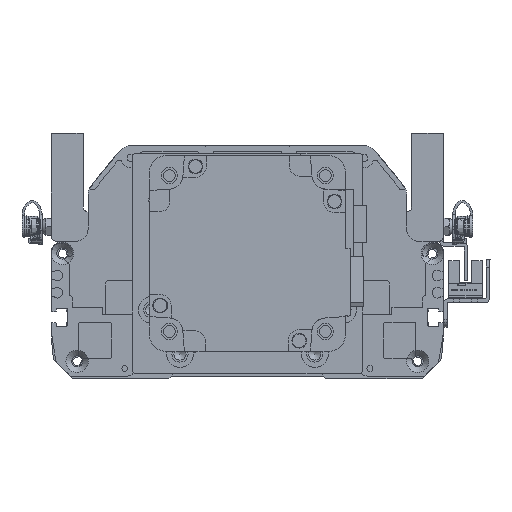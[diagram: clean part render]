
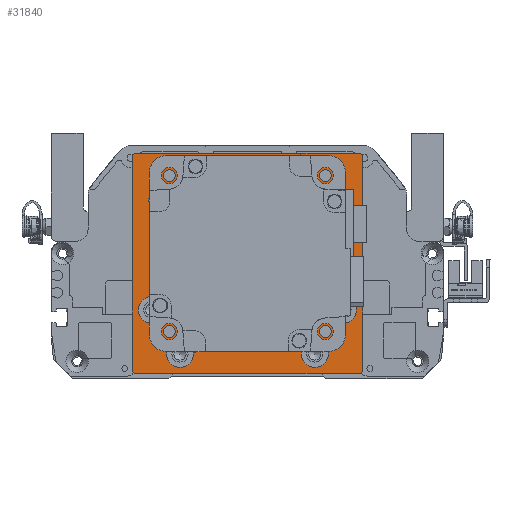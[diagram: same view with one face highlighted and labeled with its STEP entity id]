
A CAD part, front view. The second image highlights one B-rep face of the part: STEP entity #31840.
In plain terms, the highlighted face is planar.
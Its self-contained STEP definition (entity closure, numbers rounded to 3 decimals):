
#2022=FACE_BOUND('',#6918,.T.);
#2023=FACE_BOUND('',#6919,.T.);
#2024=FACE_BOUND('',#6920,.T.);
#2025=FACE_BOUND('',#6921,.T.);
#2026=FACE_BOUND('',#6922,.T.);
#2027=FACE_BOUND('',#6923,.T.);
#2028=FACE_BOUND('',#6924,.T.);
#2029=FACE_BOUND('',#6925,.T.);
#2030=FACE_BOUND('',#6926,.T.);
#2675=PLANE('',#35325);
#4967=FACE_OUTER_BOUND('',#6917,.T.);
#6917=EDGE_LOOP('',(#29075,#29076,#29077,#29078,#29079,#29080,#29081,#29082));
#6918=EDGE_LOOP('',(#29083));
#6919=EDGE_LOOP('',(#29084));
#6920=EDGE_LOOP('',(#29085));
#6921=EDGE_LOOP('',(#29086));
#6922=EDGE_LOOP('',(#29087));
#6923=EDGE_LOOP('',(#29088));
#6924=EDGE_LOOP('',(#29089));
#6925=EDGE_LOOP('',(#29090));
#6926=EDGE_LOOP('',(#29091));
#9349=LINE('',#56632,#11804);
#9351=LINE('',#56636,#11806);
#9354=LINE('',#56642,#11809);
#9355=LINE('',#56644,#11810);
#9356=LINE('',#56646,#11811);
#9357=LINE('',#56648,#11812);
#9358=LINE('',#56650,#11813);
#9359=LINE('',#56651,#11814);
#11804=VECTOR('',#43550,10.);
#11806=VECTOR('',#43554,10.);
#11809=VECTOR('',#43559,10.);
#11810=VECTOR('',#43560,10.);
#11811=VECTOR('',#43561,10.);
#11812=VECTOR('',#43562,10.);
#11813=VECTOR('',#43563,10.);
#11814=VECTOR('',#43564,10.);
#13444=CIRCLE('',#35326,35.);
#13445=CIRCLE('',#35327,2.459);
#13446=CIRCLE('',#35328,2.459);
#13447=CIRCLE('',#35329,2.459);
#13448=CIRCLE('',#35330,2.459);
#13449=CIRCLE('',#35331,5.5);
#13450=CIRCLE('',#35332,5.5);
#13451=CIRCLE('',#35333,5.5);
#13452=CIRCLE('',#35334,5.5);
#16276=VERTEX_POINT('',#56629);
#16277=VERTEX_POINT('',#56631);
#16278=VERTEX_POINT('',#56635);
#16280=VERTEX_POINT('',#56641);
#16281=VERTEX_POINT('',#56643);
#16282=VERTEX_POINT('',#56645);
#16283=VERTEX_POINT('',#56647);
#16284=VERTEX_POINT('',#56649);
#16285=VERTEX_POINT('',#56652);
#16286=VERTEX_POINT('',#56654);
#16287=VERTEX_POINT('',#56656);
#16288=VERTEX_POINT('',#56658);
#16289=VERTEX_POINT('',#56660);
#16290=VERTEX_POINT('',#56662);
#16291=VERTEX_POINT('',#56664);
#16292=VERTEX_POINT('',#56666);
#16293=VERTEX_POINT('',#56668);
#20606=EDGE_CURVE('',#16276,#16277,#9349,.T.);
#20608=EDGE_CURVE('',#16278,#16277,#9351,.T.);
#20611=EDGE_CURVE('',#16276,#16280,#9354,.T.);
#20612=EDGE_CURVE('',#16281,#16280,#9355,.T.);
#20613=EDGE_CURVE('',#16281,#16282,#9356,.T.);
#20614=EDGE_CURVE('',#16283,#16282,#9357,.T.);
#20615=EDGE_CURVE('',#16283,#16284,#9358,.T.);
#20616=EDGE_CURVE('',#16278,#16284,#9359,.T.);
#20617=EDGE_CURVE('',#16285,#16285,#13444,.T.);
#20618=EDGE_CURVE('',#16286,#16286,#13445,.T.);
#20619=EDGE_CURVE('',#16287,#16287,#13446,.T.);
#20620=EDGE_CURVE('',#16288,#16288,#13447,.T.);
#20621=EDGE_CURVE('',#16289,#16289,#13448,.T.);
#20622=EDGE_CURVE('',#16290,#16290,#13449,.T.);
#20623=EDGE_CURVE('',#16291,#16291,#13450,.T.);
#20624=EDGE_CURVE('',#16292,#16292,#13451,.T.);
#20625=EDGE_CURVE('',#16293,#16293,#13452,.T.);
#29075=ORIENTED_EDGE('',*,*,#20606,.F.);
#29076=ORIENTED_EDGE('',*,*,#20611,.T.);
#29077=ORIENTED_EDGE('',*,*,#20612,.F.);
#29078=ORIENTED_EDGE('',*,*,#20613,.T.);
#29079=ORIENTED_EDGE('',*,*,#20614,.F.);
#29080=ORIENTED_EDGE('',*,*,#20615,.T.);
#29081=ORIENTED_EDGE('',*,*,#20616,.F.);
#29082=ORIENTED_EDGE('',*,*,#20608,.T.);
#29083=ORIENTED_EDGE('',*,*,#20617,.T.);
#29084=ORIENTED_EDGE('',*,*,#20618,.T.);
#29085=ORIENTED_EDGE('',*,*,#20619,.T.);
#29086=ORIENTED_EDGE('',*,*,#20620,.T.);
#29087=ORIENTED_EDGE('',*,*,#20621,.T.);
#29088=ORIENTED_EDGE('',*,*,#20622,.T.);
#29089=ORIENTED_EDGE('',*,*,#20623,.T.);
#29090=ORIENTED_EDGE('',*,*,#20624,.T.);
#29091=ORIENTED_EDGE('',*,*,#20625,.T.);
#31840=ADVANCED_FACE('',(#4967,#2022,#2023,#2024,#2025,#2026,#2027,#2028,
#2029,#2030),#2675,.T.);
#35325=AXIS2_PLACEMENT_3D('',#56640,#43557,#43558);
#35326=AXIS2_PLACEMENT_3D('',#56653,#43565,#43566);
#35327=AXIS2_PLACEMENT_3D('',#56655,#43567,#43568);
#35328=AXIS2_PLACEMENT_3D('',#56657,#43569,#43570);
#35329=AXIS2_PLACEMENT_3D('',#56659,#43571,#43572);
#35330=AXIS2_PLACEMENT_3D('',#56661,#43573,#43574);
#35331=AXIS2_PLACEMENT_3D('',#56663,#43575,#43576);
#35332=AXIS2_PLACEMENT_3D('',#56665,#43577,#43578);
#35333=AXIS2_PLACEMENT_3D('',#56667,#43579,#43580);
#35334=AXIS2_PLACEMENT_3D('',#56669,#43581,#43582);
#43550=DIRECTION('',(0.707,0.707,0.));
#43554=DIRECTION('',(-1.,0.,0.));
#43557=DIRECTION('center_axis',(0.,0.,1.));
#43558=DIRECTION('ref_axis',(1.,0.,0.));
#43559=DIRECTION('',(0.,-1.,0.));
#43560=DIRECTION('',(-0.707,0.707,0.));
#43561=DIRECTION('',(1.,0.,0.));
#43562=DIRECTION('',(-0.707,-0.707,0.));
#43563=DIRECTION('',(0.,1.,0.));
#43564=DIRECTION('',(0.707,-0.707,0.));
#43565=DIRECTION('center_axis',(0.,0.,-1.));
#43566=DIRECTION('ref_axis',(1.,0.,0.));
#43567=DIRECTION('center_axis',(0.,0.,-1.));
#43568=DIRECTION('ref_axis',(1.,0.,0.));
#43569=DIRECTION('center_axis',(0.,0.,-1.));
#43570=DIRECTION('ref_axis',(1.,0.,0.));
#43571=DIRECTION('center_axis',(0.,0.,-1.));
#43572=DIRECTION('ref_axis',(1.,0.,0.));
#43573=DIRECTION('center_axis',(0.,0.,-1.));
#43574=DIRECTION('ref_axis',(1.,0.,0.));
#43575=DIRECTION('center_axis',(0.,0.,-1.));
#43576=DIRECTION('ref_axis',(1.,0.,0.));
#43577=DIRECTION('center_axis',(0.,0.,-1.));
#43578=DIRECTION('ref_axis',(1.,0.,0.));
#43579=DIRECTION('center_axis',(0.,0.,-1.));
#43580=DIRECTION('ref_axis',(1.,0.,0.));
#43581=DIRECTION('center_axis',(0.,0.,-1.));
#43582=DIRECTION('ref_axis',(1.,0.,0.));
#56629=CARTESIAN_POINT('',(-47.,44.5,76.));
#56631=CARTESIAN_POINT('',(-46.,45.5,76.));
#56632=CARTESIAN_POINT('',(-46.125,45.375,76.));
#56635=CARTESIAN_POINT('',(46.,45.5,76.));
#56636=CARTESIAN_POINT('',(47.,45.5,76.));
#56640=CARTESIAN_POINT('Origin',(0.,0.,
76.));
#56641=CARTESIAN_POINT('',(-47.,-43.5,76.));
#56642=CARTESIAN_POINT('',(-47.,44.5,76.));
#56643=CARTESIAN_POINT('',(-46.,-44.5,76.));
#56644=CARTESIAN_POINT('',(-45.875,-44.625,76.));
#56645=CARTESIAN_POINT('',(46.,-44.5,76.));
#56646=CARTESIAN_POINT('',(-47.,-44.5,76.));
#56647=CARTESIAN_POINT('',(47.,-43.5,76.));
#56648=CARTESIAN_POINT('',(45.875,-44.625,76.));
#56649=CARTESIAN_POINT('',(47.,44.5,76.));
#56650=CARTESIAN_POINT('',(47.,-44.5,76.));
#56651=CARTESIAN_POINT('',(46.125,45.375,76.));
#56652=CARTESIAN_POINT('',(-35.,4.5,76.));
#56653=CARTESIAN_POINT('Origin',(0.,4.5,76.));
#56654=CARTESIAN_POINT('',(29.361,-27.32,76.));
#56655=CARTESIAN_POINT('Origin',(31.82,-27.32,76.));
#56656=CARTESIAN_POINT('',(29.361,36.32,76.));
#56657=CARTESIAN_POINT('Origin',(31.82,36.32,76.));
#56658=CARTESIAN_POINT('',(-34.278,36.32,76.));
#56659=CARTESIAN_POINT('Origin',(-31.82,36.32,76.));
#56660=CARTESIAN_POINT('',(-34.278,-27.32,76.));
#56661=CARTESIAN_POINT('Origin',(-31.82,-27.32,76.));
#56662=CARTESIAN_POINT('',(-44.5,-18.5,76.));
#56663=CARTESIAN_POINT('Origin',(-39.,-18.5,76.));
#56664=CARTESIAN_POINT('',(33.5,-18.5,76.));
#56665=CARTESIAN_POINT('Origin',(39.,-18.5,76.));
#56666=CARTESIAN_POINT('',(22.,-36.5,76.));
#56667=CARTESIAN_POINT('Origin',(27.5,-36.5,76.));
#56668=CARTESIAN_POINT('',(-33.,-36.5,76.));
#56669=CARTESIAN_POINT('Origin',(-27.5,-36.5,76.));
